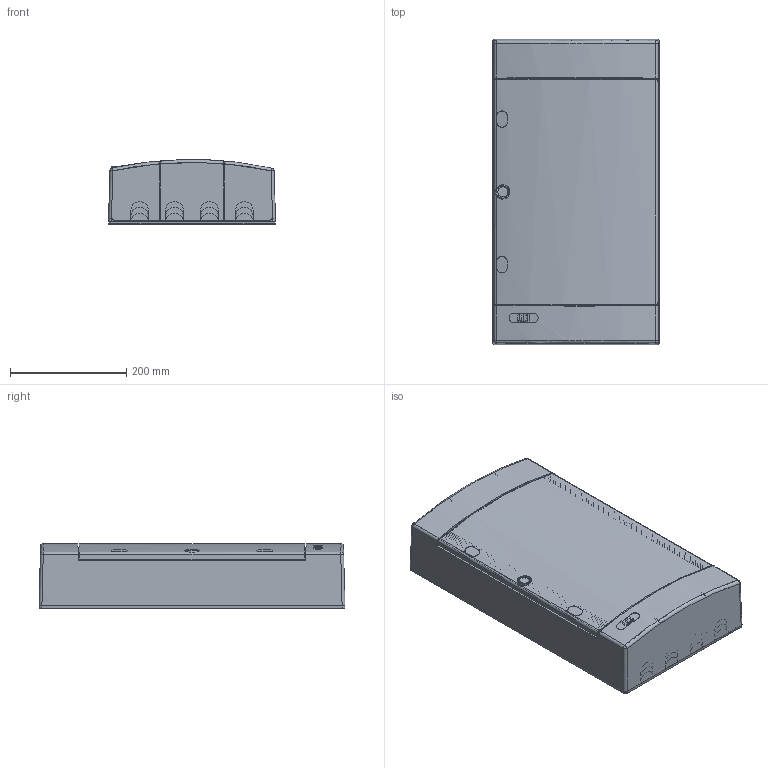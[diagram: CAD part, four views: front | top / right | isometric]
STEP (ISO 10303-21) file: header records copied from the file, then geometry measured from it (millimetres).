
FILE_DESCRIPTION((''),'2;1');
FILE_NAME('ECT_36_PO_ASM','2024-08-12T10:07:52',('klemen.sitar'),('Audax d.o.o.'),'CREO PARAMETRIC BY PTC INC, 2021304','CREO PARAMETRIC BY PTC INC, 2021304','');
FILE_SCHEMA(('AP242_MANAGED_MODEL_BASED_3D_ENGINEERING_MIM_LF { 1 0 10303 442 1 1 4 }'));
Products named in the file (25): DNO_N36-C_PRODUZENO_1_1_2_1; MASKLA_N36-C_PRODUZENO_KONACN_3; VRATA_TROREDNE_TABLE_1_1_2_1; N36C_1_ASM_1_1_2_ASM_1_ASM; PRT0058_1_1_2_1; PRT0059_1_1_2_1; PRT0060_1_1_2_1; PRT0061_1_1_2_1; PRT0072_1_1_2_1; PRT0073_1_1_2_1; PRT0075_1_1_2_1; PRT0076_1_1_2_1; PRT0077_1_1_2_1; PRT0078_1_1_2_1; PRT0079_1_1_2_1; PRT0080_1_1_2_1; PRT0081_1_1_2_1; ETI_LOGO_1_1_1_1_1_2_3_4_5_6__1; ETI_LOGO_2_1_1_1_1_2_3_4_5_6__1; ETI_LOGO_3_1_1_1_1_2_3_4_5_6__1; ETI_LOGO_ASM_1_1_ASM_1_1_2_3__2_ASM; ASM0016_ASM_1_1_ASM_1_ASM; N36C_ASM_1_1_2_ASM_1_ASM; ASM0024_ASM_1_ASM; ECT_36_PO_ASM
Assembly tree (24 placements, depth 6):
  ECT_36_PO_ASM
    ASM0024_ASM_1_ASM
      N36C_ASM_1_1_2_ASM_1_ASM
        N36C_1_ASM_1_1_2_ASM_1_ASM
          DNO_N36-C_PRODUZENO_1_1_2_1
          MASKLA_N36-C_PRODUZENO_KONACN_3
          VRATA_TROREDNE_TABLE_1_1_2_1
        PRT0058_1_1_2_1
        PRT0059_1_1_2_1
        PRT0060_1_1_2_1
        PRT0061_1_1_2_1
        PRT0072_1_1_2_1
        PRT0073_1_1_2_1
        PRT0075_1_1_2_1
        PRT0076_1_1_2_1
        PRT0077_1_1_2_1
        PRT0078_1_1_2_1
        PRT0079_1_1_2_1
        PRT0080_1_1_2_1
        PRT0081_1_1_2_1
        ASM0016_ASM_1_1_ASM_1_ASM
          ETI_LOGO_ASM_1_1_ASM_1_1_2_3__2_ASM
            ETI_LOGO_1_1_1_1_1_2_3_4_5_6__1
            ETI_LOGO_2_1_1_1_1_2_3_4_5_6__1
            ETI_LOGO_3_1_1_1_1_2_3_4_5_6__1
Bounding box: 286.8 x 525.6 x 111.6 mm (x, y, z)
Volume: 1333041.5 mm3; surface area: 1328304.9 mm2
Topology: 19 solids, 19 shells, 3935 faces, 11017 edges, 7219 vertices
Faces by surface type: plane 2448, cylinder 1000, cone 303, torus 86, sphere 50, bspline 44, extrusion 4
Entity records: 179232 total; most frequent: CARTESIAN_POINT 29707, ORIENTED_EDGE 21922, DIRECTION 21086, PRESENTATION_STYLE_ASSIGNMENT 12561, STYLED_ITEM 12561, CURVE_STYLE 10965, EDGE_CURVE 10961, VERTEX_POINT 7219
